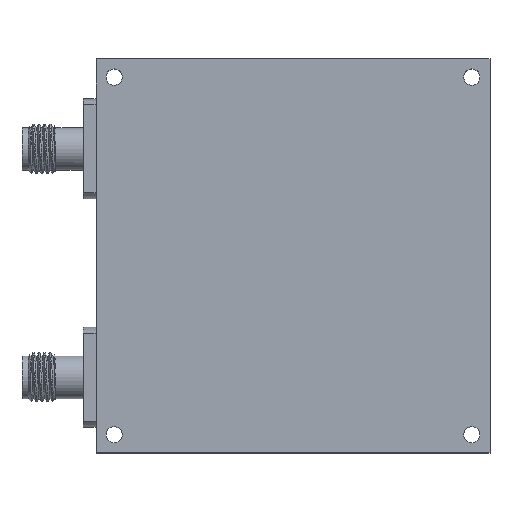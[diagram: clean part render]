
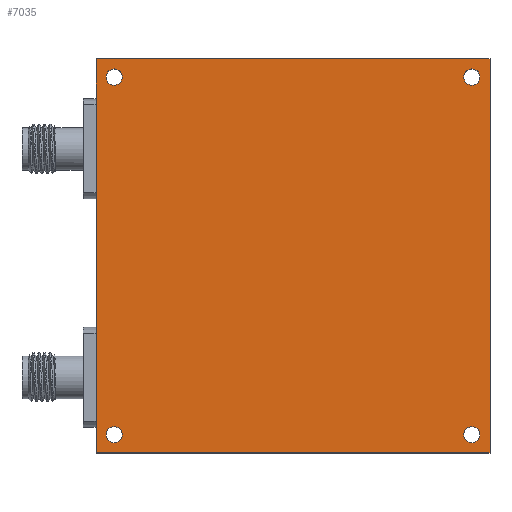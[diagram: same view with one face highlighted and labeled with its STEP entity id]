
A CAD part, top view. The second image highlights one B-rep face of the part: STEP entity #7035.
In plain terms, the highlighted planar face has unit normal (0, 0, 1).
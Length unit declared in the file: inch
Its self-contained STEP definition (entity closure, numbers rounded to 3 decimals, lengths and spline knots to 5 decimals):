
#63 = VECTOR ( 'NONE', #11582, 39.37008 ) ;
#72 = ORIENTED_EDGE ( 'NONE', *, *, #9370, .T. ) ;
#258 = CARTESIAN_POINT ( 'NONE',  ( 1.87795, 0.09055, 0.51181 ) ) ;
#701 = EDGE_CURVE ( 'NONE', #9687, #5159, #4664, .T. ) ;
#828 = CARTESIAN_POINT ( 'NONE',  ( 1.91831, 1.87795, 0.51181 ) ) ;
#850 = VERTEX_POINT ( 'NONE', #12005 ) ;
#1080 = DIRECTION ( 'NONE',  ( 0., 0., -1. ) ) ;
#1483 = DIRECTION ( 'NONE',  ( 1., 0., 0. ) ) ;
#1578 = AXIS2_PLACEMENT_3D ( 'NONE', #4062, #14369, #1483 ) ;
#1604 = CARTESIAN_POINT ( 'NONE',  ( 1.87795, 0.09055, 0.51181 ) ) ;
#1729 = CARTESIAN_POINT ( 'NONE',  ( 0., 0., 0.51181 ) ) ;
#1734 = CARTESIAN_POINT ( 'NONE',  ( 0.09055, 0.09055, 0.51181 ) ) ;
#1739 = DIRECTION ( 'NONE',  ( 1., 0., 0. ) ) ;
#1958 = CIRCLE ( 'NONE', #8942, 0.04035 ) ;
#2083 = DIRECTION ( 'NONE',  ( 1., 0., 0. ) ) ;
#2469 = EDGE_CURVE ( 'NONE', #12211, #6603, #1958, .T. ) ;
#2758 = CIRCLE ( 'NONE', #11227, 0.04035 ) ;
#2768 = CARTESIAN_POINT ( 'NONE',  ( 0., 0., 0.51181 ) ) ;
#2781 = CIRCLE ( 'NONE', #1578, 0.04035 ) ;
#2803 = CARTESIAN_POINT ( 'NONE',  ( 1.9685, 0., 0.51181 ) ) ;
#2936 = CIRCLE ( 'NONE', #13846, 0.04035 ) ;
#3215 = EDGE_LOOP ( 'NONE', ( #17302, #16824 ) ) ;
#3309 = LINE ( 'NONE', #6069, #5500 ) ;
#3361 = CARTESIAN_POINT ( 'NONE',  ( 1.9685, 0., 0.51181 ) ) ;
#3419 = CARTESIAN_POINT ( 'NONE',  ( 0.0502, 1.87795, 0.51181 ) ) ;
#4062 = CARTESIAN_POINT ( 'NONE',  ( 1.87795, 1.87795, 0.51181 ) ) ;
#4087 = DIRECTION ( 'NONE',  ( 0., 0., 1. ) ) ;
#4278 = VECTOR ( 'NONE', #10095, 39.37008 ) ;
#4664 = CIRCLE ( 'NONE', #14637, 0.04035 ) ;
#4788 = ORIENTED_EDGE ( 'NONE', *, *, #8748, .F. ) ;
#4872 = VECTOR ( 'NONE', #15000, 39.37008 ) ;
#5049 = VERTEX_POINT ( 'NONE', #13614 ) ;
#5159 = VERTEX_POINT ( 'NONE', #7184 ) ;
#5177 = AXIS2_PLACEMENT_3D ( 'NONE', #1734, #12929, #16247 ) ;
#5229 = EDGE_CURVE ( 'NONE', #5049, #7667, #14455, .T. ) ;
#5412 = CARTESIAN_POINT ( 'NONE',  ( 0.13091, 1.87795, 0.51181 ) ) ;
#5500 = VECTOR ( 'NONE', #17600, 39.37008 ) ;
#5885 = VERTEX_POINT ( 'NONE', #3419 ) ;
#5983 = AXIS2_PLACEMENT_3D ( 'NONE', #258, #10274, #7361 ) ;
#6069 = CARTESIAN_POINT ( 'NONE',  ( 0., 0., 0.51181 ) ) ;
#6075 = DIRECTION ( 'NONE',  ( 0., 0., 1. ) ) ;
#6158 = CIRCLE ( 'NONE', #17947, 0.04035 ) ;
#6395 = CARTESIAN_POINT ( 'NONE',  ( 1.87795, 1.87795, 0.51181 ) ) ;
#6603 = VERTEX_POINT ( 'NONE', #828 ) ;
#7008 = CIRCLE ( 'NONE', #5177, 0.04035 ) ;
#7035 = ADVANCED_FACE ( 'NONE', ( #18685, #14337, #11108, #9884, #17190 ), #16921, .F. ) ;
#7061 = CARTESIAN_POINT ( 'NONE',  ( 1.8376, 0.09055, 0.51181 ) ) ;
#7073 = VERTEX_POINT ( 'NONE', #1729 ) ;
#7128 = ORIENTED_EDGE ( 'NONE', *, *, #9642, .T. ) ;
#7160 = DIRECTION ( 'NONE',  ( 0., -1., 0. ) ) ;
#7184 = CARTESIAN_POINT ( 'NONE',  ( 0.13091, 0.09055, 0.51181 ) ) ;
#7361 = DIRECTION ( 'NONE',  ( 1., 0., 0. ) ) ;
#7667 = VERTEX_POINT ( 'NONE', #7061 ) ;
#7804 = EDGE_CURVE ( 'NONE', #850, #14816, #12035, .T. ) ;
#8106 = EDGE_LOOP ( 'NONE', ( #7128, #12967, #72, #16184 ) ) ;
#8325 = EDGE_CURVE ( 'NONE', #5159, #9687, #7008, .T. ) ;
#8748 = EDGE_CURVE ( 'NONE', #18494, #5885, #2758, .T. ) ;
#8942 = AXIS2_PLACEMENT_3D ( 'NONE', #6395, #13390, #1739 ) ;
#9370 = EDGE_CURVE ( 'NONE', #15851, #850, #15982, .T. ) ;
#9479 = ORIENTED_EDGE ( 'NONE', *, *, #10844, .F. ) ;
#9579 = DIRECTION ( 'NONE',  ( 1., 0., 0. ) ) ;
#9642 = EDGE_CURVE ( 'NONE', #14816, #7073, #17018, .T. ) ;
#9687 = VERTEX_POINT ( 'NONE', #11493 ) ;
#9884 = FACE_BOUND ( 'NONE', #14590, .T. ) ;
#10095 = DIRECTION ( 'NONE',  ( 0., 1., 0. ) ) ;
#10176 = ORIENTED_EDGE ( 'NONE', *, *, #14640, .F. ) ;
#10274 = DIRECTION ( 'NONE',  ( 0., 0., 1. ) ) ;
#10504 = EDGE_CURVE ( 'NONE', #7073, #15851, #3309, .T. ) ;
#10746 = CARTESIAN_POINT ( 'NONE',  ( 0., 1.9685, 0.51181 ) ) ;
#10844 = EDGE_CURVE ( 'NONE', #7667, #5049, #6158, .T. ) ;
#11108 = FACE_BOUND ( 'NONE', #3215, .T. ) ;
#11227 = AXIS2_PLACEMENT_3D ( 'NONE', #11249, #4087, #9579 ) ;
#11249 = CARTESIAN_POINT ( 'NONE',  ( 0.09055, 1.87795, 0.51181 ) ) ;
#11493 = CARTESIAN_POINT ( 'NONE',  ( 0.0502, 0.09055, 0.51181 ) ) ;
#11582 = DIRECTION ( 'NONE',  ( 0., -1., 0. ) ) ;
#11816 = DIRECTION ( 'NONE',  ( 1., 0., 0. ) ) ;
#12005 = CARTESIAN_POINT ( 'NONE',  ( 1.9685, 1.9685, 0.51181 ) ) ;
#12035 = LINE ( 'NONE', #17819, #4872 ) ;
#12211 = VERTEX_POINT ( 'NONE', #12660 ) ;
#12311 = ORIENTED_EDGE ( 'NONE', *, *, #16605, .F. ) ;
#12381 = DIRECTION ( 'NONE',  ( 1., 0., 0. ) ) ;
#12660 = CARTESIAN_POINT ( 'NONE',  ( 1.8376, 1.87795, 0.51181 ) ) ;
#12929 = DIRECTION ( 'NONE',  ( 0., 0., 1. ) ) ;
#12942 = ORIENTED_EDGE ( 'NONE', *, *, #2469, .F. ) ;
#12967 = ORIENTED_EDGE ( 'NONE', *, *, #10504, .T. ) ;
#12979 = ORIENTED_EDGE ( 'NONE', *, *, #5229, .F. ) ;
#13390 = DIRECTION ( 'NONE',  ( 0., 0., 1. ) ) ;
#13562 = CARTESIAN_POINT ( 'NONE',  ( 0.09055, 0.09055, 0.51181 ) ) ;
#13614 = CARTESIAN_POINT ( 'NONE',  ( 1.91831, 0.09055, 0.51181 ) ) ;
#13846 = AXIS2_PLACEMENT_3D ( 'NONE', #17880, #18164, #12381 ) ;
#14337 = FACE_BOUND ( 'NONE', #18070, .T. ) ;
#14369 = DIRECTION ( 'NONE',  ( 0., 0., 1. ) ) ;
#14455 = CIRCLE ( 'NONE', #5983, 0.04035 ) ;
#14590 = EDGE_LOOP ( 'NONE', ( #4788, #10176 ) ) ;
#14637 = AXIS2_PLACEMENT_3D ( 'NONE', #13562, #16512, #2083 ) ;
#14640 = EDGE_CURVE ( 'NONE', #5885, #18494, #2936, .T. ) ;
#14816 = VERTEX_POINT ( 'NONE', #10746 ) ;
#15000 = DIRECTION ( 'NONE',  ( -1., 0., 0. ) ) ;
#15600 = EDGE_LOOP ( 'NONE', ( #12311, #12942 ) ) ;
#15851 = VERTEX_POINT ( 'NONE', #3361 ) ;
#15982 = LINE ( 'NONE', #2803, #4278 ) ;
#16184 = ORIENTED_EDGE ( 'NONE', *, *, #7804, .T. ) ;
#16247 = DIRECTION ( 'NONE',  ( 1., 0., 0. ) ) ;
#16512 = DIRECTION ( 'NONE',  ( 0., 0., 1. ) ) ;
#16605 = EDGE_CURVE ( 'NONE', #6603, #12211, #2781, .T. ) ;
#16636 = AXIS2_PLACEMENT_3D ( 'NONE', #2768, #1080, #7160 ) ;
#16824 = ORIENTED_EDGE ( 'NONE', *, *, #701, .F. ) ;
#16921 = PLANE ( 'NONE',  #16636 ) ;
#17018 = LINE ( 'NONE', #17108, #63 ) ;
#17108 = CARTESIAN_POINT ( 'NONE',  ( 0., 0., 0.51181 ) ) ;
#17190 = FACE_OUTER_BOUND ( 'NONE', #8106, .T. ) ;
#17302 = ORIENTED_EDGE ( 'NONE', *, *, #8325, .F. ) ;
#17600 = DIRECTION ( 'NONE',  ( 1., 0., 0. ) ) ;
#17819 = CARTESIAN_POINT ( 'NONE',  ( 0., 1.9685, 0.51181 ) ) ;
#17880 = CARTESIAN_POINT ( 'NONE',  ( 0.09055, 1.87795, 0.51181 ) ) ;
#17947 = AXIS2_PLACEMENT_3D ( 'NONE', #1604, #6075, #11816 ) ;
#18070 = EDGE_LOOP ( 'NONE', ( #12979, #9479 ) ) ;
#18164 = DIRECTION ( 'NONE',  ( 0., 0., 1. ) ) ;
#18494 = VERTEX_POINT ( 'NONE', #5412 ) ;
#18685 = FACE_BOUND ( 'NONE', #15600, .T. ) ;
